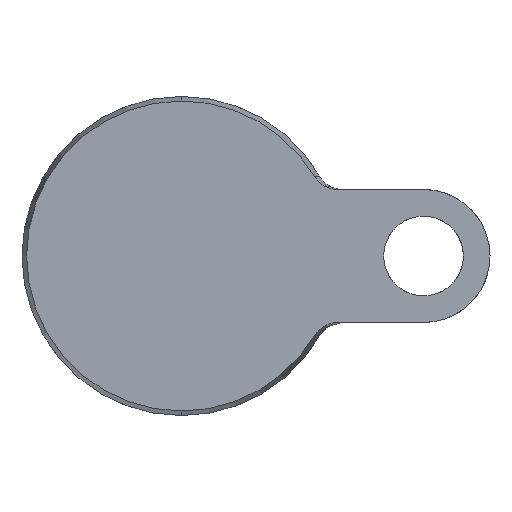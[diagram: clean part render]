
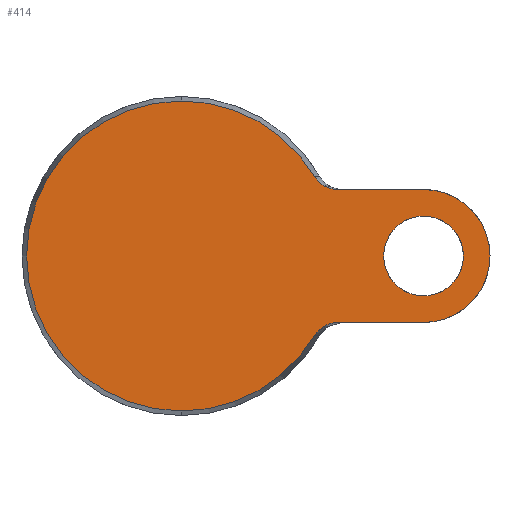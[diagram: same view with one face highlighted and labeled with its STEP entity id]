
A CAD part, front view. The second image highlights one B-rep face of the part: STEP entity #414.
In plain terms, the highlighted planar face has unit normal (0, -1, 0).
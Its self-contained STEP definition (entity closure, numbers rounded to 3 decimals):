
#7 = CARTESIAN_POINT ( 'NONE',  ( 45.5, 0., 0. ) ) ;
#11 = EDGE_CURVE ( 'NONE', #595, #1078, #727, .T. ) ;
#17 = CARTESIAN_POINT ( 'NONE',  ( 0., 0., -29.143 ) ) ;
#19 = EDGE_CURVE ( 'NONE', #495, #1355, #582, .T. ) ;
#24 = CIRCLE ( 'NONE', #353, 7.5 ) ;
#30 = CARTESIAN_POINT ( 'NONE',  ( 27.659, 0., 12.79 ) ) ;
#38 = CIRCLE ( 'NONE', #1003, 7.5 ) ;
#49 = CARTESIAN_POINT ( 'NONE',  ( 25.508, 0., -14.24 ) ) ;
#73 = CARTESIAN_POINT ( 'NONE',  ( 0., 0., 0. ) ) ;
#103 = B_SPLINE_CURVE_WITH_KNOTS ( 'NONE', 3,
 ( #615, #816, #49, #938, #154, #386, #810, #274, #580, #379, #916, #1069, #1277 ),
 .UNSPECIFIED., .F., .F.,
 ( 4, 2, 2, 1, 2, 2, 4 ),
 ( 0., 0.001, 0.002, 0.003, 0.003, 0.004, 0.005 ),
 .UNSPECIFIED. ) ;
#105 = EDGE_CURVE ( 'NONE', #914, #1355, #103, .T. ) ;
#135 = CARTESIAN_POINT ( 'NONE',  ( 26.495, 0., 13.38 ) ) ;
#154 = CARTESIAN_POINT ( 'NONE',  ( 26.146, 0., -13.64 ) ) ;
#157 = DIRECTION ( 'NONE',  ( 0., 0., -1. ) ) ;
#168 = DIRECTION ( 'NONE',  ( 0., 0., -1. ) ) ;
#197 = EDGE_CURVE ( 'NONE', #812, #984, #854, .T. ) ;
#205 = DIRECTION ( 'NONE',  ( 0., 0., 1. ) ) ;
#229 = DIRECTION ( 'NONE',  ( 0., 0., 1. ) ) ;
#232 = DIRECTION ( 'NONE',  ( 0., 0., -1. ) ) ;
#257 = EDGE_CURVE ( 'NONE', #1078, #914, #591, .T. ) ;
#264 = DIRECTION ( 'NONE',  ( 0., 0., -1. ) ) ;
#274 = CARTESIAN_POINT ( 'NONE',  ( 27.255, 0., -12.953 ) ) ;
#305 = VECTOR ( 'NONE', #388, 1000. ) ;
#331 = DIRECTION ( 'NONE',  ( 0., -1., 0. ) ) ;
#340 = DIRECTION ( 'NONE',  ( 1., 0., 0. ) ) ;
#350 = EDGE_CURVE ( 'NONE', #984, #595, #1332, .T. ) ;
#353 = AXIS2_PLACEMENT_3D ( 'NONE', #378, #1327, #606 ) ;
#378 = CARTESIAN_POINT ( 'NONE',  ( 45.5, 0., 0. ) ) ;
#379 = CARTESIAN_POINT ( 'NONE',  ( 27.871, 0., -12.72 ) ) ;
#386 = CARTESIAN_POINT ( 'NONE',  ( 26.497, 0., -13.379 ) ) ;
#388 = DIRECTION ( 'NONE',  ( -1., 0., 0. ) ) ;
#397 = FACE_OUTER_BOUND ( 'NONE', #416, .T. ) ;
#400 = VECTOR ( 'NONE', #340, 1000. ) ;
#414 = ADVANCED_FACE ( 'NONE', ( #397, #603 ), #722, .F. ) ;
#416 = EDGE_LOOP ( 'NONE', ( #482, #1112, #1319, #1000, #1133, #500, #1122, #1010 ) ) ;
#421 = CARTESIAN_POINT ( 'NONE',  ( 45.5, 0., -12.5 ) ) ;
#439 = CARTESIAN_POINT ( 'NONE',  ( 15., 0., 12.5 ) ) ;
#481 = AXIS2_PLACEMENT_3D ( 'NONE', #73, #1009, #264 ) ;
#482 = ORIENTED_EDGE ( 'NONE', *, *, #1105, .F. ) ;
#487 = AXIS2_PLACEMENT_3D ( 'NONE', #706, #1118, #168 ) ;
#491 = DIRECTION ( 'NONE',  ( 0., -1., 0. ) ) ;
#495 = VERTEX_POINT ( 'NONE', #421 ) ;
#496 = DIRECTION ( 'NONE',  ( 0., 1., 0. ) ) ;
#500 = ORIENTED_EDGE ( 'NONE', *, *, #105, .T. ) ;
#536 = CARTESIAN_POINT ( 'NONE',  ( 26.678, 0., 13.261 ) ) ;
#580 = CARTESIAN_POINT ( 'NONE',  ( 27.662, 0., -12.789 ) ) ;
#582 = LINE ( 'NONE', #927, #305 ) ;
#591 = CIRCLE ( 'NONE', #1238, 29.143 ) ;
#595 = VERTEX_POINT ( 'NONE', #971 ) ;
#603 = FACE_BOUND ( 'NONE', #729, .T. ) ;
#605 = ORIENTED_EDGE ( 'NONE', *, *, #640, .T. ) ;
#606 = DIRECTION ( 'NONE',  ( 0., 0., 1. ) ) ;
#615 = CARTESIAN_POINT ( 'NONE',  ( 25.011, 0., -14.959 ) ) ;
#640 = EDGE_CURVE ( 'NONE', #1377, #870, #38, .T. ) ;
#655 = CARTESIAN_POINT ( 'NONE',  ( 29.374, 0., 12.5 ) ) ;
#661 = CARTESIAN_POINT ( 'NONE',  ( 25.507, 0., 14.24 ) ) ;
#680 = CARTESIAN_POINT ( 'NONE',  ( 29.374, 0., 12.5 ) ) ;
#706 = CARTESIAN_POINT ( 'NONE',  ( 45.5, 0., 0. ) ) ;
#722 = PLANE ( 'NONE',  #1340 ) ;
#727 = CIRCLE ( 'NONE', #481, 29.143 ) ;
#729 = EDGE_LOOP ( 'NONE', ( #605, #1106 ) ) ;
#742 = DIRECTION ( 'NONE',  ( 0., 1., 0. ) ) ;
#755 = CARTESIAN_POINT ( 'NONE',  ( 26.144, 0., 13.642 ) ) ;
#756 = CIRCLE ( 'NONE', #487, 12.5 ) ;
#764 = EDGE_CURVE ( 'NONE', #1169, #495, #756, .T. ) ;
#770 = CARTESIAN_POINT ( 'NONE',  ( 28.502, 0., 12.556 ) ) ;
#806 = CARTESIAN_POINT ( 'NONE',  ( 0., 0., 0. ) ) ;
#810 = CARTESIAN_POINT ( 'NONE',  ( 26.862, 0., -13.142 ) ) ;
#812 = VERTEX_POINT ( 'NONE', #655 ) ;
#816 = CARTESIAN_POINT ( 'NONE',  ( 25.237, 0., -14.58 ) ) ;
#829 = CARTESIAN_POINT ( 'NONE',  ( 45.5, 0., -7.5 ) ) ;
#840 = AXIS2_PLACEMENT_3D ( 'NONE', #806, #491, #157 ) ;
#854 = B_SPLINE_CURVE_WITH_KNOTS ( 'NONE', 3,
 ( #680, #873, #770, #1304, #30, #1095, #1200, #536, #135, #755, #972, #661, #1296, #1195 ),
 .UNSPECIFIED., .F., .F.,
 ( 4, 2, 2, 2, 2, 2, 4 ),
 ( 0., 0.001, 0.002, 0.003, 0.003, 0.004, 0.005 ),
 .UNSPECIFIED. ) ;
#870 = VERTEX_POINT ( 'NONE', #1360 ) ;
#873 = CARTESIAN_POINT ( 'NONE',  ( 28.933, 0., 12.5 ) ) ;
#903 = CARTESIAN_POINT ( 'NONE',  ( 45.5, 0., 12.5 ) ) ;
#914 = VERTEX_POINT ( 'NONE', #953 ) ;
#916 = CARTESIAN_POINT ( 'NONE',  ( 28.503, 0., -12.556 ) ) ;
#927 = CARTESIAN_POINT ( 'NONE',  ( 15., 0., -12.5 ) ) ;
#938 = CARTESIAN_POINT ( 'NONE',  ( 25.977, 0., -13.784 ) ) ;
#953 = CARTESIAN_POINT ( 'NONE',  ( 25.011, 0., -14.959 ) ) ;
#971 = CARTESIAN_POINT ( 'NONE',  ( 0., 0., 29.143 ) ) ;
#972 = CARTESIAN_POINT ( 'NONE',  ( 25.976, 0., 13.785 ) ) ;
#974 = CARTESIAN_POINT ( 'NONE',  ( 25.011, 0., 14.959 ) ) ;
#984 = VERTEX_POINT ( 'NONE', #974 ) ;
#989 = LINE ( 'NONE', #439, #400 ) ;
#1000 = ORIENTED_EDGE ( 'NONE', *, *, #11, .T. ) ;
#1003 = AXIS2_PLACEMENT_3D ( 'NONE', #7, #742, #229 ) ;
#1009 = DIRECTION ( 'NONE',  ( 0., -1., 0. ) ) ;
#1010 = ORIENTED_EDGE ( 'NONE', *, *, #764, .F. ) ;
#1037 = CARTESIAN_POINT ( 'NONE',  ( -29.143, 0., 0. ) ) ;
#1068 = CARTESIAN_POINT ( 'NONE',  ( 29.374, 0., -12.5 ) ) ;
#1069 = CARTESIAN_POINT ( 'NONE',  ( 28.933, 0., -12.5 ) ) ;
#1078 = VERTEX_POINT ( 'NONE', #17 ) ;
#1095 = CARTESIAN_POINT ( 'NONE',  ( 27.253, 0., 12.954 ) ) ;
#1105 = EDGE_CURVE ( 'NONE', #812, #1169, #989, .T. ) ;
#1106 = ORIENTED_EDGE ( 'NONE', *, *, #1168, .T. ) ;
#1112 = ORIENTED_EDGE ( 'NONE', *, *, #197, .T. ) ;
#1118 = DIRECTION ( 'NONE',  ( 0., 1., 0. ) ) ;
#1122 = ORIENTED_EDGE ( 'NONE', *, *, #19, .F. ) ;
#1133 = ORIENTED_EDGE ( 'NONE', *, *, #257, .T. ) ;
#1168 = EDGE_CURVE ( 'NONE', #870, #1377, #24, .T. ) ;
#1169 = VERTEX_POINT ( 'NONE', #903 ) ;
#1195 = CARTESIAN_POINT ( 'NONE',  ( 25.011, 0., 14.959 ) ) ;
#1200 = CARTESIAN_POINT ( 'NONE',  ( 27.057, 0., 13.048 ) ) ;
#1238 = AXIS2_PLACEMENT_3D ( 'NONE', #1287, #331, #232 ) ;
#1277 = CARTESIAN_POINT ( 'NONE',  ( 29.374, 0., -12.5 ) ) ;
#1287 = CARTESIAN_POINT ( 'NONE',  ( 0., 0., 0. ) ) ;
#1296 = CARTESIAN_POINT ( 'NONE',  ( 25.237, 0., 14.58 ) ) ;
#1304 = CARTESIAN_POINT ( 'NONE',  ( 27.869, 0., 12.721 ) ) ;
#1319 = ORIENTED_EDGE ( 'NONE', *, *, #350, .T. ) ;
#1327 = DIRECTION ( 'NONE',  ( 0., 1., 0. ) ) ;
#1332 = CIRCLE ( 'NONE', #840, 29.143 ) ;
#1340 = AXIS2_PLACEMENT_3D ( 'NONE', #1037, #496, #205 ) ;
#1355 = VERTEX_POINT ( 'NONE', #1068 ) ;
#1360 = CARTESIAN_POINT ( 'NONE',  ( 45.5, 0., 7.5 ) ) ;
#1377 = VERTEX_POINT ( 'NONE', #829 ) ;
